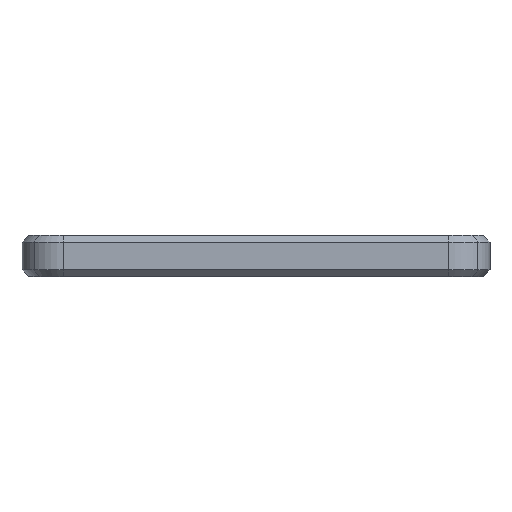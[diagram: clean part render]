
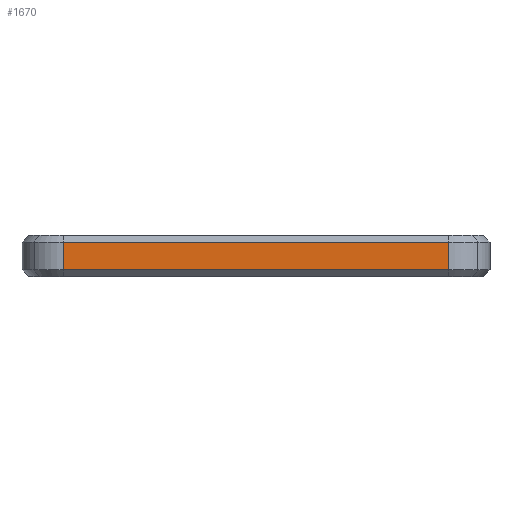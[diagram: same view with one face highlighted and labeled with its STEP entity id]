
A CAD part, left-side view. The second image highlights one B-rep face of the part: STEP entity #1670.
In plain terms, the highlighted planar face has unit normal (-1, 0, 0).
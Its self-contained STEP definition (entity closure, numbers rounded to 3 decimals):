
#155 = CARTESIAN_POINT ( 'NONE',  ( 0., 12., 0.5 ) ) ;
#176 = LINE ( 'NONE', #1527, #738 ) ;
#240 = DIRECTION ( 'NONE',  ( 0., 0., -1. ) ) ;
#361 = ORIENTED_EDGE ( 'NONE', *, *, #1782, .F. ) ;
#362 = EDGE_CURVE ( 'NONE', #521, #936, #1653, .T. ) ;
#400 = VERTEX_POINT ( 'NONE', #785 ) ;
#460 = DIRECTION ( 'NONE',  ( -1., 0., 0. ) ) ;
#469 = ORIENTED_EDGE ( 'NONE', *, *, #362, .F. ) ;
#500 = AXIS2_PLACEMENT_3D ( 'NONE', #977, #460, #1810 ) ;
#521 = VERTEX_POINT ( 'NONE', #2151 ) ;
#560 = EDGE_CURVE ( 'NONE', #936, #400, #1942, .T. ) ;
#677 = VECTOR ( 'NONE', #1338, 1000. ) ;
#738 = VECTOR ( 'NONE', #1545, 1000. ) ;
#785 = CARTESIAN_POINT ( 'NONE',  ( 0., 40., 0.5 ) ) ;
#893 = EDGE_CURVE ( 'NONE', #1844, #521, #176, .T. ) ;
#917 = CARTESIAN_POINT ( 'NONE',  ( 0., 40., 2.5 ) ) ;
#936 = VERTEX_POINT ( 'NONE', #155 ) ;
#977 = CARTESIAN_POINT ( 'NONE',  ( 0., 43., 0. ) ) ;
#1338 = DIRECTION ( 'NONE',  ( 0., 0., 1. ) ) ;
#1367 = ORIENTED_EDGE ( 'NONE', *, *, #560, .F. ) ;
#1375 = VECTOR ( 'NONE', #240, 1000. ) ;
#1418 = VECTOR ( 'NONE', #1767, 1000. ) ;
#1461 = PLANE ( 'NONE',  #500 ) ;
#1512 = LINE ( 'NONE', #2187, #677 ) ;
#1527 = CARTESIAN_POINT ( 'NONE',  ( 0., 33.122, 2.5 ) ) ;
#1545 = DIRECTION ( 'NONE',  ( 0., -1., 0. ) ) ;
#1649 = CARTESIAN_POINT ( 'NONE',  ( 0., 33.122, 0.5 ) ) ;
#1653 = LINE ( 'NONE', #1974, #1375 ) ;
#1670 = ADVANCED_FACE ( 'NONE', ( #1993 ), #1461, .T. ) ;
#1767 = DIRECTION ( 'NONE',  ( 0., 1., 0. ) ) ;
#1782 = EDGE_CURVE ( 'NONE', #400, #1844, #1512, .T. ) ;
#1810 = DIRECTION ( 'NONE',  ( 0., 1., 0. ) ) ;
#1844 = VERTEX_POINT ( 'NONE', #917 ) ;
#1942 = LINE ( 'NONE', #1649, #1418 ) ;
#1974 = CARTESIAN_POINT ( 'NONE',  ( 0., 12., 0. ) ) ;
#1993 = FACE_OUTER_BOUND ( 'NONE', #2019, .T. ) ;
#2019 = EDGE_LOOP ( 'NONE', ( #1367, #469, #2203, #361 ) ) ;
#2151 = CARTESIAN_POINT ( 'NONE',  ( 0., 12., 2.5 ) ) ;
#2187 = CARTESIAN_POINT ( 'NONE',  ( 0., 40., 0. ) ) ;
#2203 = ORIENTED_EDGE ( 'NONE', *, *, #893, .F. ) ;
